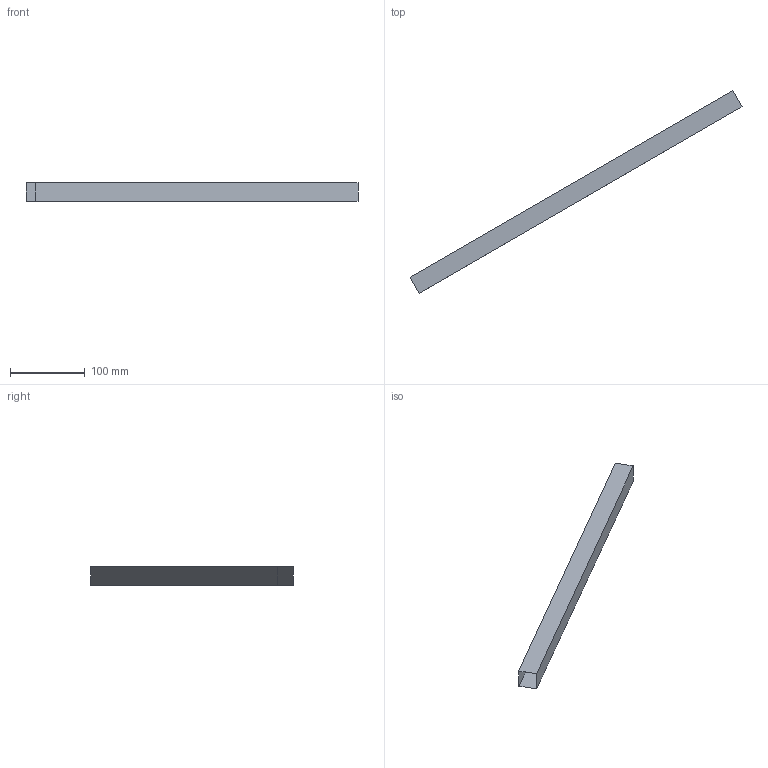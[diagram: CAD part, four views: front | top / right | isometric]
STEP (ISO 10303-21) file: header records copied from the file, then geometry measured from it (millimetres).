
FILE_DESCRIPTION(('WelSim Geometry'),'2;1');
FILE_NAME('Geom29.step', '2022-12-23T00:25:43',('WELSIM'),('WelSimulation LLC'), 'Open CASCADE STEP processor 7.4','WelSim25','Unknown');
FILE_SCHEMA(('AUTOMOTIVE_DESIGN { 1 0 10303 214 1 1 1 1 }'));
Length unit declared in the file: millimetre
Products named in the file (1): Beam_upper
Bounding box: 445.47 x 271.57 x 24.82 mm (x, y, z)
Surface area: 49732 mm2 (no closed solid volume)
Topology: 0 solids, 1 shells, 4 faces, 12 edges, 8 vertices
Faces by surface type: plane 4
Entity records: 250 total; most frequent: CARTESIAN_POINT 41, DIRECTION 38, LINE 28, VECTOR 28, ORIENTED_EDGE 16, PCURVE 16, DEFINITIONAL_REPRESENTATION 16, EDGE_CURVE 12
